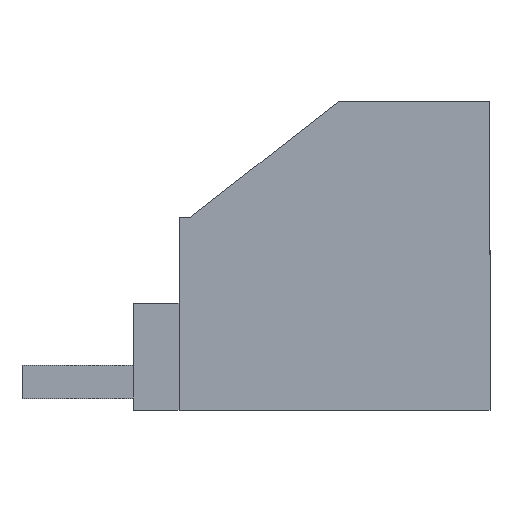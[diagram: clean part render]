
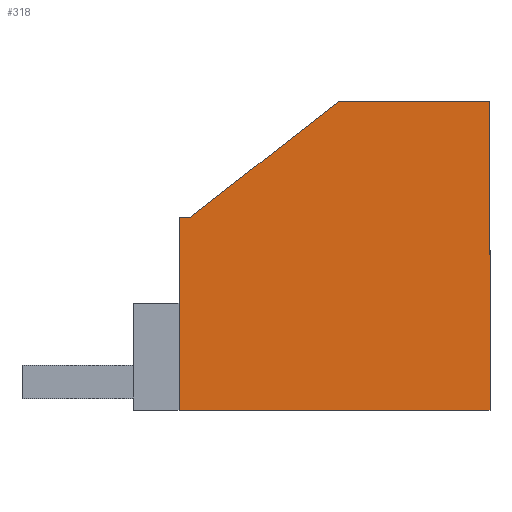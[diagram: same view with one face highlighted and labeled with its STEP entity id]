
A CAD part, top view. The second image highlights one B-rep face of the part: STEP entity #318.
In plain terms, the highlighted planar face has unit normal (0, 0, 1).
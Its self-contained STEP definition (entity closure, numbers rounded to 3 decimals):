
#59 = VECTOR ( 'NONE', #2103, 1000. ) ;
#189 = CARTESIAN_POINT ( 'NONE',  ( -32.641, 25.13, 9.5 ) ) ;
#204 = CARTESIAN_POINT ( 'NONE',  ( -32.641, 25.13, 9.5 ) ) ;
#232 = DIRECTION ( 'NONE',  ( 0., 0., -1. ) ) ;
#236 = VECTOR ( 'NONE', #2121, 1000. ) ;
#253 = CARTESIAN_POINT ( 'NONE',  ( -34.26, 25.13, 9.5 ) ) ;
#258 = EDGE_CURVE ( 'NONE', #897, #423, #2983, .T. ) ;
#318 = ADVANCED_FACE ( 'NONE', ( #3058 ), #1352, .F. ) ;
#333 = VECTOR ( 'NONE', #3046, 1000. ) ;
#423 = VERTEX_POINT ( 'NONE', #1134 ) ;
#434 = CARTESIAN_POINT ( 'NONE',  ( -34.26, 0., 9.5 ) ) ;
#447 = CARTESIAN_POINT ( 'NONE',  ( -40.6, -1.6, 9.5 ) ) ;
#481 = EDGE_CURVE ( 'NONE', #1845, #1459, #3502, .T. ) ;
#491 = DIRECTION ( 'NONE',  ( -1., 0., 0. ) ) ;
#519 = EDGE_CURVE ( 'NONE', #423, #1459, #1224, .T. ) ;
#544 = DIRECTION ( 'NONE',  ( -1., 0., 0. ) ) ;
#594 = VECTOR ( 'NONE', #1815, 1000. ) ;
#805 = VERTEX_POINT ( 'NONE', #922 ) ;
#836 = LINE ( 'NONE', #3127, #1304 ) ;
#897 = VERTEX_POINT ( 'NONE', #204 ) ;
#922 = CARTESIAN_POINT ( 'NONE',  ( -12.2, 41.1, 9.5 ) ) ;
#1085 = ORIENTED_EDGE ( 'NONE', *, *, #1809, .T. ) ;
#1134 = CARTESIAN_POINT ( 'NONE',  ( -34.26, 25.13, 9.5 ) ) ;
#1146 = VERTEX_POINT ( 'NONE', #2084 ) ;
#1224 = LINE ( 'NONE', #434, #59 ) ;
#1304 = VECTOR ( 'NONE', #3362, 1000. ) ;
#1316 = CARTESIAN_POINT ( 'NONE',  ( -40.6, -1.6, 9.5 ) ) ;
#1352 = PLANE ( 'NONE',  #3048 ) ;
#1459 = VERTEX_POINT ( 'NONE', #3149 ) ;
#1556 = CARTESIAN_POINT ( 'NONE',  ( -12.2, 41.1, 9.5 ) ) ;
#1637 = EDGE_CURVE ( 'NONE', #1146, #805, #2915, .T. ) ;
#1809 = EDGE_CURVE ( 'NONE', #1845, #1146, #836, .T. ) ;
#1815 = DIRECTION ( 'NONE',  ( -1., 0., 0. ) ) ;
#1845 = VERTEX_POINT ( 'NONE', #2841 ) ;
#2084 = CARTESIAN_POINT ( 'NONE',  ( 8.8, 41.1, 9.5 ) ) ;
#2103 = DIRECTION ( 'NONE',  ( 0., -1., 0. ) ) ;
#2121 = DIRECTION ( 'NONE',  ( -1., 0., 0. ) ) ;
#2286 = VECTOR ( 'NONE', #491, 1000. ) ;
#2370 = ORIENTED_EDGE ( 'NONE', *, *, #481, .F. ) ;
#2841 = CARTESIAN_POINT ( 'NONE',  ( 8.8, -1.6, 9.5 ) ) ;
#2915 = LINE ( 'NONE', #1556, #594 ) ;
#2983 = LINE ( 'NONE', #253, #2286 ) ;
#3046 = DIRECTION ( 'NONE',  ( -0.788, -0.616, 0. ) ) ;
#3048 = AXIS2_PLACEMENT_3D ( 'NONE', #1316, #232, #544 ) ;
#3058 = FACE_OUTER_BOUND ( 'NONE', #3536, .T. ) ;
#3127 = CARTESIAN_POINT ( 'NONE',  ( 8.8, -1.6, 9.5 ) ) ;
#3149 = CARTESIAN_POINT ( 'NONE',  ( -34.26, -1.6, 9.5 ) ) ;
#3362 = DIRECTION ( 'NONE',  ( 0., 1., 0. ) ) ;
#3365 = EDGE_CURVE ( 'NONE', #805, #897, #3594, .T. ) ;
#3386 = ORIENTED_EDGE ( 'NONE', *, *, #1637, .T. ) ;
#3416 = ORIENTED_EDGE ( 'NONE', *, *, #258, .T. ) ;
#3441 = ORIENTED_EDGE ( 'NONE', *, *, #3365, .T. ) ;
#3502 = LINE ( 'NONE', #447, #236 ) ;
#3536 = EDGE_LOOP ( 'NONE', ( #3604, #2370, #1085, #3386, #3441, #3416 ) ) ;
#3594 = LINE ( 'NONE', #189, #333 ) ;
#3604 = ORIENTED_EDGE ( 'NONE', *, *, #519, .T. ) ;
